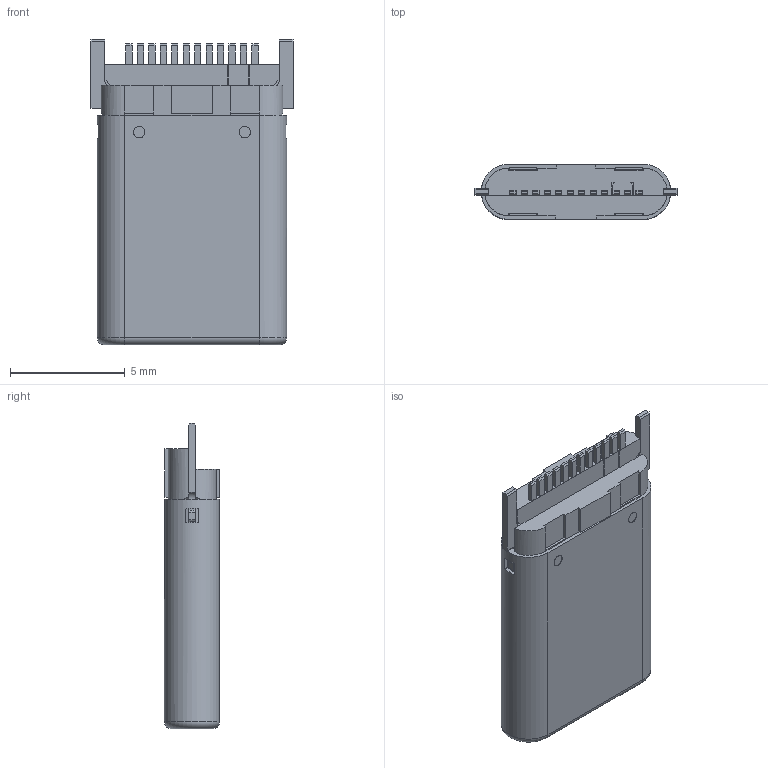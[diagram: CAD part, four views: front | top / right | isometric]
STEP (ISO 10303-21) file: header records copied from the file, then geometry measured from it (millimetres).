
FILE_DESCRIPTION((''),'2;1');
FILE_NAME('XDS-A_TC_2_M_215I_ASM','2025-12-20T17:14:39',('Administrator'),(''),'CREO PARAMETRIC BY PTC INC, 2022073','CREO PARAMETRIC BY PTC INC, 2022073','');
FILE_SCHEMA(('AUTOMOTIVE_DESIGN { 1 0 10303 214 1 1 1 1 }'));
Length unit declared in the file: millimetre
Products named in the file (1): XDS-A_TC_2_M_215I_ASM
Bounding box: 8.8 x 2.4 x 13.3 mm (x, y, z)
Volume: 180.4 mm3; surface area: 419.2 mm2
Topology: 1 solids, 1 shells, 411 faces, 1162 edges, 776 vertices
Faces by surface type: plane 329, cylinder 76, cone 4, torus 2
Entity records: 19126 total; most frequent: CARTESIAN_POINT 2497, ORIENTED_EDGE 2324, DIRECTION 2129, PRESENTATION_STYLE_ASSIGNMENT 1465, STYLED_ITEM 1163, CURVE_STYLE 1162, EDGE_CURVE 1162, VECTOR 953
